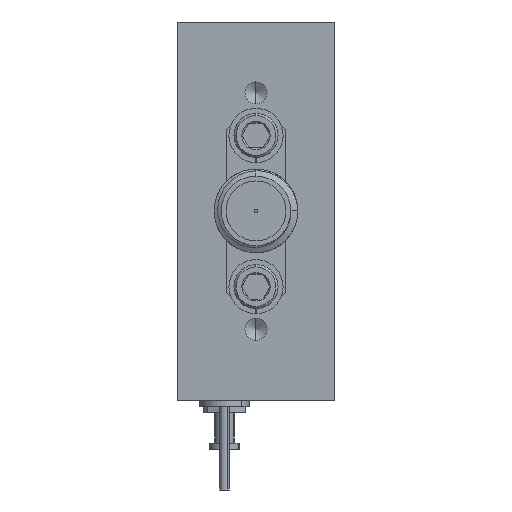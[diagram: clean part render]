
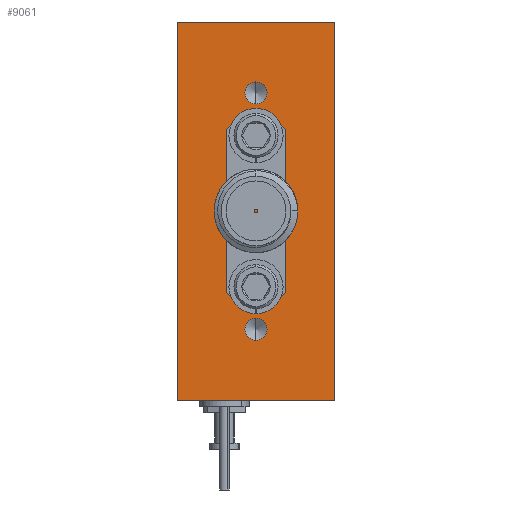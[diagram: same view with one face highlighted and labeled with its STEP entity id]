
A CAD part, left-side view. The second image highlights one B-rep face of the part: STEP entity #9061.
In plain terms, the highlighted planar face has unit normal (-1, 0, 0).
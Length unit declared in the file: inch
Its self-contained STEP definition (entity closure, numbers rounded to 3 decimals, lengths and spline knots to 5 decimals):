
#329 = ORIENTED_EDGE ( 'NONE', *, *, #10261, .F. ) ;
#477 = LINE ( 'NONE', #7244, #10123 ) ;
#1033 = DIRECTION ( 'NONE',  ( -1., 0., 0. ) ) ;
#1106 = CARTESIAN_POINT ( 'NONE',  ( -0.6, 0.25, -0.375 ) ) ;
#1135 = ORIENTED_EDGE ( 'NONE', *, *, #6144, .F. ) ;
#1160 = VERTEX_POINT ( 'NONE', #4201 ) ;
#1177 = EDGE_CURVE ( 'NONE', #3371, #8880, #7351, .T. ) ;
#1193 = EDGE_CURVE ( 'NONE', #4420, #8932, #1908, .T. ) ;
#1210 = ORIENTED_EDGE ( 'NONE', *, *, #1193, .F. ) ;
#1231 = ORIENTED_EDGE ( 'NONE', *, *, #3075, .F. ) ;
#1262 = FACE_BOUND ( 'NONE', #10919, .T. ) ;
#1336 = CARTESIAN_POINT ( 'NONE',  ( -0.6, 0.5, 0.6 ) ) ;
#1472 = ORIENTED_EDGE ( 'NONE', *, *, #11853, .F. ) ;
#1627 = CARTESIAN_POINT ( 'NONE',  ( -0.6, 0.25, -0.24 ) ) ;
#1795 = CIRCLE ( 'NONE', #6541, 0.035 ) ;
#1908 = CIRCLE ( 'NONE', #8168, 0.035 ) ;
#1980 = FACE_BOUND ( 'NONE', #3727, .T. ) ;
#2138 = AXIS2_PLACEMENT_3D ( 'NONE', #8638, #5362, #13240 ) ;
#2164 = CARTESIAN_POINT ( 'NONE',  ( -0.6, 0.25, 0.24 ) ) ;
#2219 = ORIENTED_EDGE ( 'NONE', *, *, #6465, .F. ) ;
#2357 = CARTESIAN_POINT ( 'NONE',  ( -0.6, 0.25, 0.41 ) ) ;
#2401 = CIRCLE ( 'NONE', #10232, 0.035 ) ;
#2433 = ORIENTED_EDGE ( 'NONE', *, *, #1177, .F. ) ;
#2703 = VERTEX_POINT ( 'NONE', #1336 ) ;
#2844 = CARTESIAN_POINT ( 'NONE',  ( -0.6, 0.25, -0.41 ) ) ;
#2932 = CARTESIAN_POINT ( 'NONE',  ( -0.6, 0.25, -0.275 ) ) ;
#3075 = EDGE_CURVE ( 'NONE', #2703, #5760, #13616, .T. ) ;
#3110 = CARTESIAN_POINT ( 'NONE',  ( -0.6, 0.25, -0.24 ) ) ;
#3302 = CARTESIAN_POINT ( 'NONE',  ( -0.6, 0.5, -0.6 ) ) ;
#3307 = CIRCLE ( 'NONE', #6714, 0.035 ) ;
#3350 = VERTEX_POINT ( 'NONE', #12378 ) ;
#3371 = VERTEX_POINT ( 'NONE', #2357 ) ;
#3464 = VECTOR ( 'NONE', #7377, 39.37008 ) ;
#3531 = EDGE_CURVE ( 'NONE', #1160, #5760, #477, .T. ) ;
#3666 = AXIS2_PLACEMENT_3D ( 'NONE', #11765, #11809, #14170 ) ;
#3727 = EDGE_LOOP ( 'NONE', ( #12980, #2219 ) ) ;
#3901 = PLANE ( 'NONE',  #3666 ) ;
#4201 = CARTESIAN_POINT ( 'NONE',  ( -0.6, 0., -0.6 ) ) ;
#4420 = VERTEX_POINT ( 'NONE', #2844 ) ;
#4520 = CARTESIAN_POINT ( 'NONE',  ( -0.6, 0.25, 0.205 ) ) ;
#4986 = DIRECTION ( 'NONE',  ( 0., -1., 0. ) ) ;
#5044 = EDGE_CURVE ( 'NONE', #11626, #5983, #9011, .T. ) ;
#5206 = LINE ( 'NONE', #11461, #10328 ) ;
#5362 = DIRECTION ( 'NONE',  ( -1., 0., 0. ) ) ;
#5458 = FACE_BOUND ( 'NONE', #14155, .T. ) ;
#5587 = DIRECTION ( 'NONE',  ( 0., 0., 1. ) ) ;
#5646 = ORIENTED_EDGE ( 'NONE', *, *, #12864, .T. ) ;
#5685 = DIRECTION ( 'NONE',  ( 0., 0., 1. ) ) ;
#5760 = VERTEX_POINT ( 'NONE', #12496 ) ;
#5809 = CARTESIAN_POINT ( 'NONE',  ( -0.6, 0.25, 0.34 ) ) ;
#5983 = VERTEX_POINT ( 'NONE', #2932 ) ;
#6144 = EDGE_CURVE ( 'NONE', #3350, #10206, #1795, .T. ) ;
#6196 = DIRECTION ( 'NONE',  ( 0., 0., 1. ) ) ;
#6465 = EDGE_CURVE ( 'NONE', #5983, #11626, #2401, .T. ) ;
#6482 = DIRECTION ( 'NONE',  ( 0., 0., 1. ) ) ;
#6541 = AXIS2_PLACEMENT_3D ( 'NONE', #2164, #14457, #10046 ) ;
#6712 = CARTESIAN_POINT ( 'NONE',  ( -0.6, 0.25, -0.375 ) ) ;
#6714 = AXIS2_PLACEMENT_3D ( 'NONE', #12179, #11097, #13437 ) ;
#7244 = CARTESIAN_POINT ( 'NONE',  ( -0.6, 0., 0.6 ) ) ;
#7351 = CIRCLE ( 'NONE', #2138, 0.035 ) ;
#7377 = DIRECTION ( 'NONE',  ( 0., -1., 0. ) ) ;
#7705 = ORIENTED_EDGE ( 'NONE', *, *, #3531, .T. ) ;
#8108 = FACE_BOUND ( 'NONE', #8777, .T. ) ;
#8168 = AXIS2_PLACEMENT_3D ( 'NONE', #1106, #12344, #5587 ) ;
#8406 = DIRECTION ( 'NONE',  ( 0., 0., 1. ) ) ;
#8638 = CARTESIAN_POINT ( 'NONE',  ( -0.6, 0.25, 0.375 ) ) ;
#8706 = AXIS2_PLACEMENT_3D ( 'NONE', #12929, #11908, #6196 ) ;
#8756 = LINE ( 'NONE', #14080, #3464 ) ;
#8777 = EDGE_LOOP ( 'NONE', ( #2433, #1472 ) ) ;
#8880 = VERTEX_POINT ( 'NONE', #5809 ) ;
#8932 = VERTEX_POINT ( 'NONE', #13896 ) ;
#9011 = CIRCLE ( 'NONE', #9943, 0.035 ) ;
#9061 = ADVANCED_FACE ( 'NONE', ( #1980, #5458, #1262, #8108, #10945 ), #3901, .F. ) ;
#9114 = EDGE_CURVE ( 'NONE', #10206, #3350, #11825, .T. ) ;
#9528 = DIRECTION ( 'NONE',  ( -1., 0., 0. ) ) ;
#9943 = AXIS2_PLACEMENT_3D ( 'NONE', #3110, #13201, #6482 ) ;
#10046 = DIRECTION ( 'NONE',  ( 0., 0., 1. ) ) ;
#10123 = VECTOR ( 'NONE', #12841, 39.37008 ) ;
#10206 = VERTEX_POINT ( 'NONE', #4520 ) ;
#10232 = AXIS2_PLACEMENT_3D ( 'NONE', #1627, #9528, #8406 ) ;
#10261 = EDGE_CURVE ( 'NONE', #8932, #4420, #14423, .T. ) ;
#10328 = VECTOR ( 'NONE', #5685, 39.37008 ) ;
#10919 = EDGE_LOOP ( 'NONE', ( #329, #1210 ) ) ;
#10945 = FACE_OUTER_BOUND ( 'NONE', #14513, .T. ) ;
#11097 = DIRECTION ( 'NONE',  ( -1., 0., 0. ) ) ;
#11461 = CARTESIAN_POINT ( 'NONE',  ( -0.6, 0.5, 0.6 ) ) ;
#11626 = VERTEX_POINT ( 'NONE', #11761 ) ;
#11761 = CARTESIAN_POINT ( 'NONE',  ( -0.6, 0.25, -0.205 ) ) ;
#11765 = CARTESIAN_POINT ( 'NONE',  ( -0.6, 0.5, 0.6 ) ) ;
#11809 = DIRECTION ( 'NONE',  ( 1., 0., 0. ) ) ;
#11825 = CIRCLE ( 'NONE', #8706, 0.035 ) ;
#11853 = EDGE_CURVE ( 'NONE', #8880, #3371, #3307, .T. ) ;
#11908 = DIRECTION ( 'NONE',  ( -1., 0., 0. ) ) ;
#11933 = VERTEX_POINT ( 'NONE', #3302 ) ;
#12004 = ORIENTED_EDGE ( 'NONE', *, *, #9114, .F. ) ;
#12179 = CARTESIAN_POINT ( 'NONE',  ( -0.6, 0.25, 0.375 ) ) ;
#12344 = DIRECTION ( 'NONE',  ( -1., 0., 0. ) ) ;
#12378 = CARTESIAN_POINT ( 'NONE',  ( -0.6, 0.25, 0.275 ) ) ;
#12496 = CARTESIAN_POINT ( 'NONE',  ( -0.6, 0., 0.6 ) ) ;
#12841 = DIRECTION ( 'NONE',  ( 0., 0., 1. ) ) ;
#12864 = EDGE_CURVE ( 'NONE', #11933, #1160, #8756, .T. ) ;
#12929 = CARTESIAN_POINT ( 'NONE',  ( -0.6, 0.25, 0.24 ) ) ;
#12980 = ORIENTED_EDGE ( 'NONE', *, *, #5044, .F. ) ;
#13201 = DIRECTION ( 'NONE',  ( -1., 0., 0. ) ) ;
#13240 = DIRECTION ( 'NONE',  ( 0., 0., 1. ) ) ;
#13437 = DIRECTION ( 'NONE',  ( 0., 0., 1. ) ) ;
#13616 = LINE ( 'NONE', #13923, #14162 ) ;
#13754 = ORIENTED_EDGE ( 'NONE', *, *, #14092, .F. ) ;
#13896 = CARTESIAN_POINT ( 'NONE',  ( -0.6, 0.25, -0.34 ) ) ;
#13923 = CARTESIAN_POINT ( 'NONE',  ( -0.6, 0.5, 0.6 ) ) ;
#13964 = AXIS2_PLACEMENT_3D ( 'NONE', #6712, #1033, #14489 ) ;
#14080 = CARTESIAN_POINT ( 'NONE',  ( -0.6, 0.5, -0.6 ) ) ;
#14092 = EDGE_CURVE ( 'NONE', #11933, #2703, #5206, .T. ) ;
#14155 = EDGE_LOOP ( 'NONE', ( #1135, #12004 ) ) ;
#14162 = VECTOR ( 'NONE', #4986, 39.37008 ) ;
#14170 = DIRECTION ( 'NONE',  ( 0., 0., -1. ) ) ;
#14423 = CIRCLE ( 'NONE', #13964, 0.035 ) ;
#14457 = DIRECTION ( 'NONE',  ( -1., 0., 0. ) ) ;
#14489 = DIRECTION ( 'NONE',  ( 0., 0., 1. ) ) ;
#14513 = EDGE_LOOP ( 'NONE', ( #7705, #1231, #13754, #5646 ) ) ;
